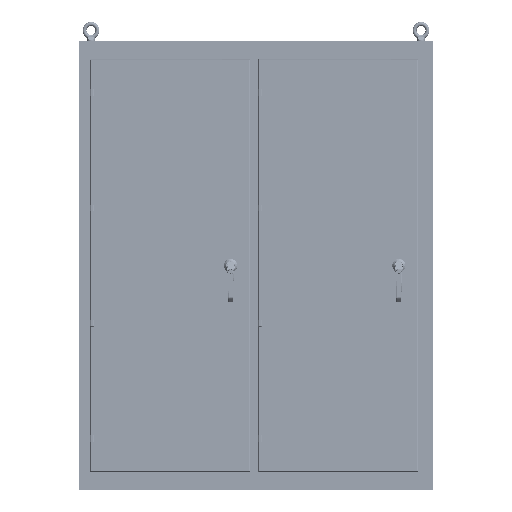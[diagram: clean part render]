
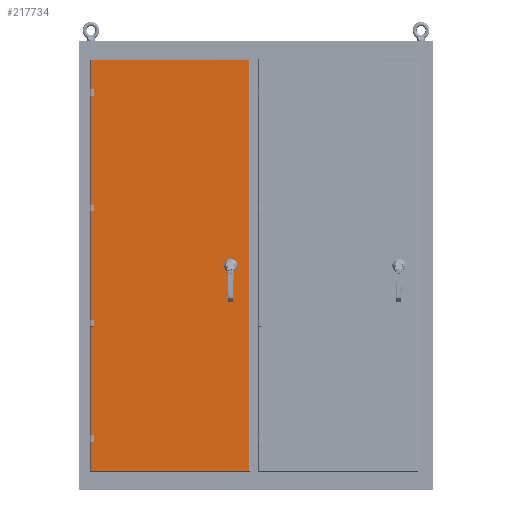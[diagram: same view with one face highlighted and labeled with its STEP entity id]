
A CAD part, top view. The second image highlights one B-rep face of the part: STEP entity #217734.
In plain terms, the highlighted planar face has unit normal (0, 0, 1).
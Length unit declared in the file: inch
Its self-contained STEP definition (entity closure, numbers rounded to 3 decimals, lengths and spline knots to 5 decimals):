
#4072 = DIRECTION ( 'NONE',  ( -1., 0., 0. ) ) ;
#11935 = VECTOR ( 'NONE', #209616, 39.37008 ) ;
#24511 = CARTESIAN_POINT ( 'NONE',  ( -13.0312, -31.1122, 10.058 ) ) ;
#34760 = AXIS2_PLACEMENT_3D ( 'NONE', #134164, #267592, #4072 ) ;
#35301 = DIRECTION ( 'NONE',  ( -1., 0., 0. ) ) ;
#37707 = EDGE_CURVE ( 'NONE', #72854, #57002, #258769, .T. ) ;
#53542 = DIRECTION ( 'NONE',  ( 1., 0., 0. ) ) ;
#57002 = VERTEX_POINT ( 'NONE', #216143 ) ;
#58741 = VERTEX_POINT ( 'NONE', #192236 ) ;
#72854 = VERTEX_POINT ( 'NONE', #153343 ) ;
#76485 = ORIENTED_EDGE ( 'NONE', *, *, #173752, .T. ) ;
#86291 = VECTOR ( 'NONE', #199581, 39.37008 ) ;
#91722 = VECTOR ( 'NONE', #209080, 39.37008 ) ;
#93433 = VERTEX_POINT ( 'NONE', #182068 ) ;
#97428 = EDGE_LOOP ( 'NONE', ( #284808, #116479, #76485, #166228 ) ) ;
#116479 = ORIENTED_EDGE ( 'NONE', *, *, #176276, .T. ) ;
#122585 = ORIENTED_EDGE ( 'NONE', *, *, #194268, .T. ) ;
#127563 = LINE ( 'NONE', #231923, #11935 ) ;
#134164 = CARTESIAN_POINT ( 'NONE',  ( -13.0312, 0., 10.058 ) ) ;
#142870 = VERTEX_POINT ( 'NONE', #163748 ) ;
#148735 = VECTOR ( 'NONE', #53542, 39.37008 ) ;
#153343 = CARTESIAN_POINT ( 'NONE',  ( -1.0753, 31.1122, 10.058 ) ) ;
#163748 = CARTESIAN_POINT ( 'NONE',  ( -1.0753, -31.1122, 10.058 ) ) ;
#166228 = ORIENTED_EDGE ( 'NONE', *, *, #37707, .T. ) ;
#171948 = CIRCLE ( 'NONE', #297742, 0.22146 ) ;
#173752 = EDGE_CURVE ( 'NONE', #142870, #72854, #127563, .T. ) ;
#176276 = EDGE_CURVE ( 'NONE', #93433, #142870, #182000, .T. ) ;
#182000 = LINE ( 'NONE', #24511, #148735 ) ;
#182068 = CARTESIAN_POINT ( 'NONE',  ( -24.98711, -31.1122, 10.058 ) ) ;
#191066 = DIRECTION ( 'NONE',  ( 0., 0., -1. ) ) ;
#192236 = CARTESIAN_POINT ( 'NONE',  ( -4.06447, 0., 10.058 ) ) ;
#194268 = EDGE_CURVE ( 'NONE', #58741, #58741, #171948, .T. ) ;
#194421 = CARTESIAN_POINT ( 'NONE',  ( -3.84301, 0., 10.058 ) ) ;
#196312 = EDGE_LOOP ( 'NONE', ( #122585 ) ) ;
#199581 = DIRECTION ( 'NONE',  ( 0., -1., 0. ) ) ;
#202920 = CARTESIAN_POINT ( 'NONE',  ( -24.98711, 0., 10.058 ) ) ;
#209080 = DIRECTION ( 'NONE',  ( -1., 0., 0. ) ) ;
#209616 = DIRECTION ( 'NONE',  ( 0., 1., 0. ) ) ;
#212851 = PLANE ( 'NONE',  #34760 ) ;
#216143 = CARTESIAN_POINT ( 'NONE',  ( -24.98711, 31.1122, 10.058 ) ) ;
#217734 = ADVANCED_FACE ( 'NONE', ( #318934, #264218 ), #212851, .F. ) ;
#231923 = CARTESIAN_POINT ( 'NONE',  ( -1.0753, 0., 10.058 ) ) ;
#258769 = LINE ( 'NONE', #337454, #91722 ) ;
#264218 = FACE_OUTER_BOUND ( 'NONE', #97428, .T. ) ;
#267592 = DIRECTION ( 'NONE',  ( 0., 0., -1. ) ) ;
#267911 = EDGE_CURVE ( 'NONE', #57002, #93433, #305679, .T. ) ;
#284808 = ORIENTED_EDGE ( 'NONE', *, *, #267911, .T. ) ;
#297742 = AXIS2_PLACEMENT_3D ( 'NONE', #194421, #191066, #35301 ) ;
#305679 = LINE ( 'NONE', #202920, #86291 ) ;
#318934 = FACE_BOUND ( 'NONE', #196312, .T. ) ;
#337454 = CARTESIAN_POINT ( 'NONE',  ( -13.0312, 31.1122, 10.058 ) ) ;
